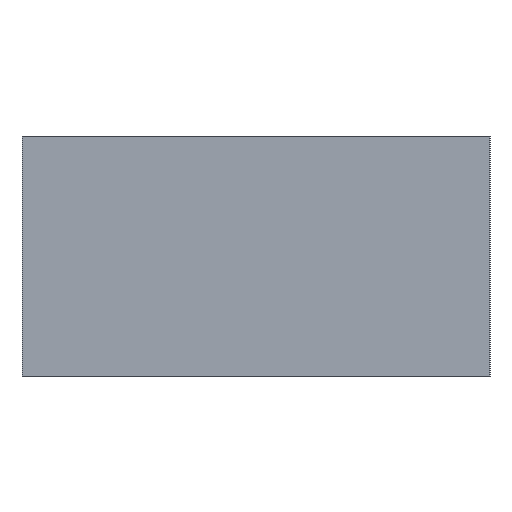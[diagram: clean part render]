
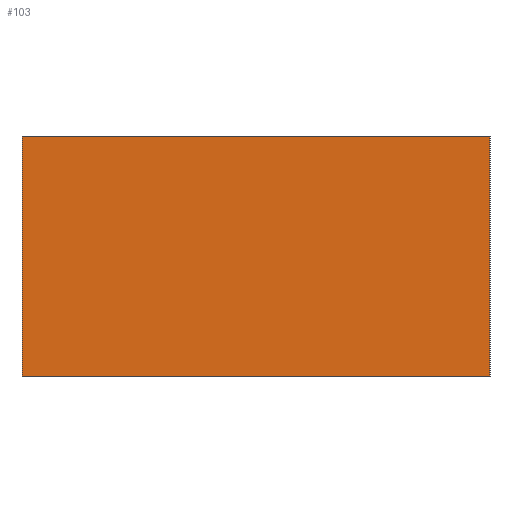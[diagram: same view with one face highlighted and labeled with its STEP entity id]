
A CAD part, left-side view. The second image highlights one B-rep face of the part: STEP entity #103.
In plain terms, the highlighted planar face has unit normal (-1, 0, 0).
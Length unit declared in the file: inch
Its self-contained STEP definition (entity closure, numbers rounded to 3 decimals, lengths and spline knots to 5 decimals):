
#22=FACE_OUTER_BOUND('',#28,.T.);
#28=EDGE_LOOP('',(#80,#81,#82,#83));
#33=LINE('',#151,#43);
#36=LINE('',#157,#46);
#38=LINE('',#163,#48);
#39=LINE('',#164,#49);
#43=VECTOR('',#122,0.02);
#46=VECTOR('',#127,0.039);
#48=VECTOR('',#133,0.039);
#49=VECTOR('',#134,0.02);
#53=VERTEX_POINT('',#148);
#54=VERTEX_POINT('',#150);
#56=VERTEX_POINT('',#156);
#58=VERTEX_POINT('',#162);
#61=EDGE_CURVE('',#54,#53,#33,.T.);
#64=EDGE_CURVE('',#54,#56,#36,.T.);
#67=EDGE_CURVE('',#53,#58,#38,.T.);
#68=EDGE_CURVE('',#56,#58,#39,.T.);
#80=ORIENTED_EDGE('',*,*,#67,.T.);
#81=ORIENTED_EDGE('',*,*,#68,.F.);
#82=ORIENTED_EDGE('',*,*,#64,.F.);
#83=ORIENTED_EDGE('',*,*,#61,.T.);
#98=PLANE('',#112);
#103=ADVANCED_FACE('',(#22),#98,.F.);
#112=AXIS2_PLACEMENT_3D('',#161,#131,#132);
#122=DIRECTION('',(0.,0.,-1.));
#127=DIRECTION('',(0.,-1.,0.));
#131=DIRECTION('center_axis',(1.,0.,0.));
#132=DIRECTION('ref_axis',(0.,0.,-1.));
#133=DIRECTION('',(0.,-1.,0.));
#134=DIRECTION('',(0.,0.,-1.));
#148=CARTESIAN_POINT('',(0.,0.0195,-0.01));
#150=CARTESIAN_POINT('',(0.,0.0195,0.01));
#151=CARTESIAN_POINT('',(0.,0.0195,0.01));
#156=CARTESIAN_POINT('',(0.,-0.0195,0.01));
#157=CARTESIAN_POINT('',(0.,0.0195,0.01));
#161=CARTESIAN_POINT('Origin',(0.,0.0195,0.01));
#162=CARTESIAN_POINT('',(0.,-0.0195,-0.01));
#163=CARTESIAN_POINT('',(0.,0.0195,-0.01));
#164=CARTESIAN_POINT('',(0.,-0.0195,0.01));
